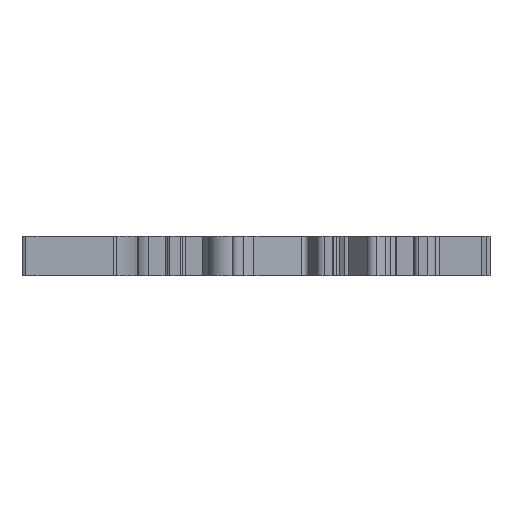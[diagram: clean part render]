
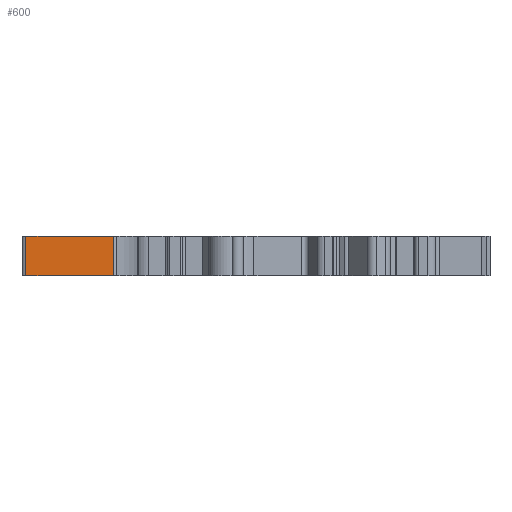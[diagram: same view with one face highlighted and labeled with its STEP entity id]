
A CAD part, front view. The second image highlights one B-rep face of the part: STEP entity #600.
In plain terms, the highlighted planar face has unit normal (0, -1, 0).
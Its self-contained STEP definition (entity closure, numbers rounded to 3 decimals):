
#600=ADVANCED_FACE('',(#1305),#973,.F.);
#973=PLANE('',#8788);
#1305=FACE_OUTER_BOUND('',#1727,.T.);
#1727=EDGE_LOOP('',(#3072,#3073,#3074,#3075));
#3072=ORIENTED_EDGE('',*,*,#6060,.T.);
#3073=ORIENTED_EDGE('',*,*,#5450,.T.);
#3074=ORIENTED_EDGE('',*,*,#6046,.T.);
#3075=ORIENTED_EDGE('',*,*,#5712,.F.);
#4602=VERTEX_POINT('',#11733);
#4603=VERTEX_POINT('',#11735);
#4861=VERTEX_POINT('',#12258);
#4862=VERTEX_POINT('',#12260);
#5450=EDGE_CURVE('',#4603,#4602,#6627,.T.);
#5712=EDGE_CURVE('',#4861,#4862,#6810,.T.);
#6046=EDGE_CURVE('',#4602,#4862,#7058,.T.);
#6060=EDGE_CURVE('',#4861,#4603,#7072,.T.);
#6627=LINE('',#11734,#7600);
#6810=LINE('',#12259,#7783);
#7058=LINE('',#12917,#8031);
#7072=LINE('',#12941,#8045);
#7600=VECTOR('',#9395,1.);
#7783=VECTOR('',#9736,1.);
#8031=VECTOR('',#10288,1.);
#8045=VECTOR('',#10320,1.);
#8788=AXIS2_PLACEMENT_3D('',#12943,#10323,#10324);
#9395=DIRECTION('',(1.,0.,0.));
#9736=DIRECTION('',(1.,0.,0.));
#10288=DIRECTION('',(0.,0.,1.));
#10320=DIRECTION('',(0.,0.,-1.));
#10323=DIRECTION('',(0.,1.,0.));
#10324=DIRECTION('',(-1.,0.,0.));
#11733=CARTESIAN_POINT('',(-14.904,-59.502,0.));
#11734=CARTESIAN_POINT('',(-26.2,-59.502,0.));
#11735=CARTESIAN_POINT('',(-26.2,-59.502,0.));
#12258=CARTESIAN_POINT('',(-26.2,-59.502,5.1));
#12259=CARTESIAN_POINT('',(-26.2,-59.502,5.1));
#12260=CARTESIAN_POINT('',(-14.904,-59.502,5.1));
#12917=CARTESIAN_POINT('',(-14.904,-59.502,5.1));
#12941=CARTESIAN_POINT('',(-26.2,-59.502,5.1));
#12943=CARTESIAN_POINT('',(-26.2,-59.502,5.1));
